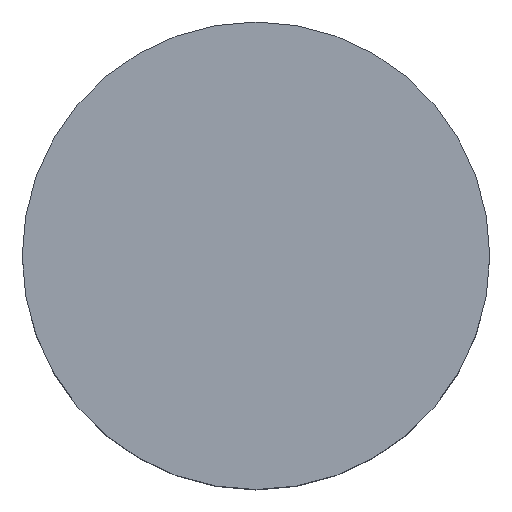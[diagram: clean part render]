
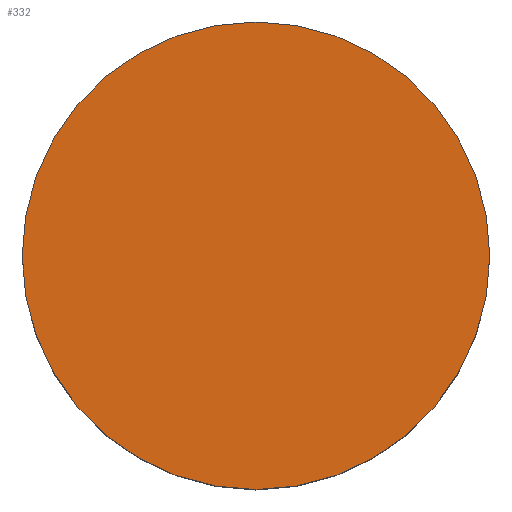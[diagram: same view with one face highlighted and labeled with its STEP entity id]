
A CAD part, top view. The second image highlights one B-rep face of the part: STEP entity #332.
In plain terms, the highlighted planar face has unit normal (0, 0, 1).
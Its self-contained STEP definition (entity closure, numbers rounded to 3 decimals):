
#9 = FACE_OUTER_BOUND ( 'NONE', #156, .T. ) ;
#20 = AXIS2_PLACEMENT_3D ( 'NONE', #157, #270, #22 ) ;
#22 = DIRECTION ( 'NONE',  ( 1., 0., 0. ) ) ;
#46 = AXIS2_PLACEMENT_3D ( 'NONE', #135, #74, #81 ) ;
#55 = CARTESIAN_POINT ( 'NONE',  ( 0., 0., 0. ) ) ;
#66 = ORIENTED_EDGE ( 'NONE', *, *, #246, .T. ) ;
#74 = DIRECTION ( 'NONE',  ( 0., 0., 1. ) ) ;
#81 = DIRECTION ( 'NONE',  ( 1., 0., 0. ) ) ;
#88 = CIRCLE ( 'NONE', #20, 2. ) ;
#133 = ORIENTED_EDGE ( 'NONE', *, *, #140, .T. ) ;
#135 = CARTESIAN_POINT ( 'NONE',  ( 0., 0., 0. ) ) ;
#140 = EDGE_CURVE ( 'NONE', #340, #273, #88, .T. ) ;
#156 = EDGE_LOOP ( 'NONE', ( #66, #133 ) ) ;
#157 = CARTESIAN_POINT ( 'NONE',  ( 0., 0., 0. ) ) ;
#184 = CARTESIAN_POINT ( 'NONE',  ( -2., 0., 0. ) ) ;
#190 = DIRECTION ( 'NONE',  ( 0., 0., 1. ) ) ;
#197 = CARTESIAN_POINT ( 'NONE',  ( 2., 0., 0. ) ) ;
#214 = DIRECTION ( 'NONE',  ( 1., 0., 0. ) ) ;
#221 = PLANE ( 'NONE',  #46 ) ;
#229 = AXIS2_PLACEMENT_3D ( 'NONE', #55, #190, #214 ) ;
#246 = EDGE_CURVE ( 'NONE', #273, #340, #287, .T. ) ;
#270 = DIRECTION ( 'NONE',  ( 0., 0., 1. ) ) ;
#273 = VERTEX_POINT ( 'NONE', #197 ) ;
#287 = CIRCLE ( 'NONE', #229, 2. ) ;
#332 = ADVANCED_FACE ( 'NONE', ( #9 ), #221, .T. ) ;
#340 = VERTEX_POINT ( 'NONE', #184 ) ;
